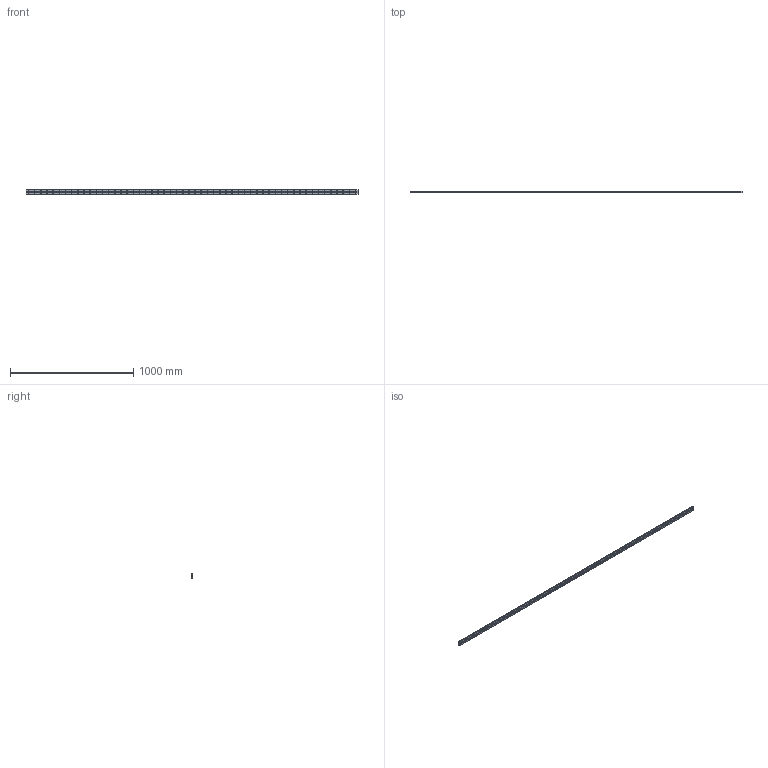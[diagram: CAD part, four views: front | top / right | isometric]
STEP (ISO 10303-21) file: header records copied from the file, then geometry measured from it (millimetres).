
FILE_DESCRIPTION (( 'STEP AP214' ), '1' );
FILE_NAME ('HRW21CA1UU-2690LT_G20_0_B-M6F_1315-6_0_0_0_1.STEP', '2021-08-04T09:38:49', ( '' ), ( '' ), 'SwSTEP 2.0', 'SolidWorks 2021', '' );
FILE_SCHEMA (( 'AUTOMOTIVE_DESIGN' ));
Length unit declared in the file: millimetre
Products named in the file (2): _HRW21CA269020 Track; HRW21CA1UU-2690LT_G20_0_B-M6F_1315-6_0_0_0_1
Assembly tree (1 placements, depth 2):
  HRW21CA1UU-2690LT_G20_0_B-M6F_1315-6_0_0_0_1
    _HRW21CA269020 Track
Bounding box: 2690 x 11 x 37 mm (x, y, z)
Volume: 971295.2 mm3; surface area: 286975.1 mm2
Topology: 1 solids, 1 shells, 598 faces, 1464 edges, 976 vertices
Faces by surface type: cylinder 436, plane 162
Entity records: 18578 total; most frequent: DIRECTION 3540, CARTESIAN_POINT 3042, ORIENTED_EDGE 2928, AXIS2_PLACEMENT_3D 1474, EDGE_CURVE 1464, VERTEX_POINT 976, EDGE_LOOP 922, CIRCLE 872
